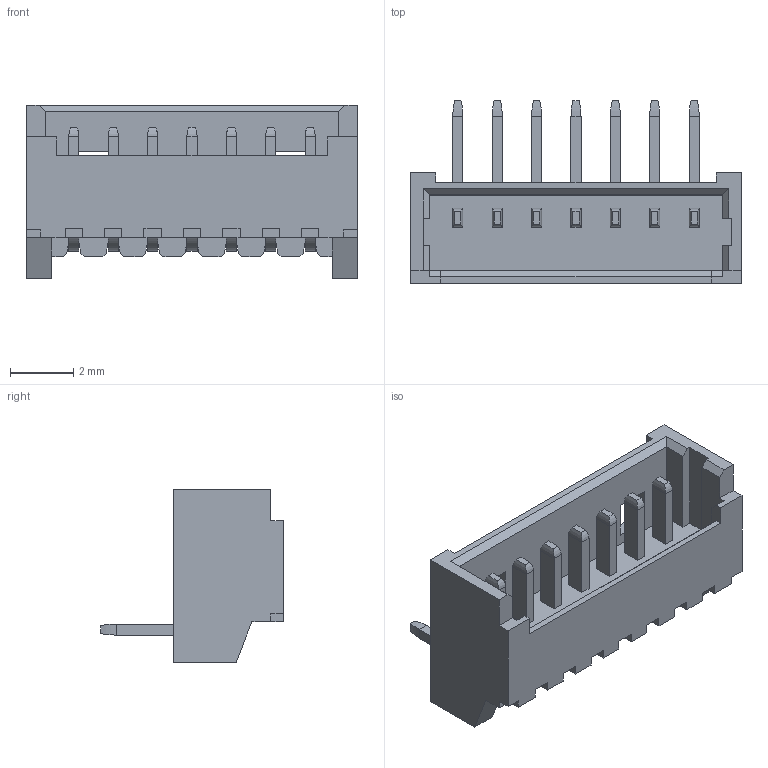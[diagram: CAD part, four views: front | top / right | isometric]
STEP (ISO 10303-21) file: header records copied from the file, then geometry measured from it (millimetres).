
FILE_DESCRIPTION((''),'2;1');
FILE_NAME('530480710','2013-12-04T',('me'),(''),'PRO/ENGINEER BY PARAMETRIC TECHNOLOGY CORPORATION, 2011490','PRO/ENGINEER BY PARAMETRIC TECHNOLOGY CORPORATION, 2011490','');
FILE_SCHEMA(('CONFIG_CONTROL_DESIGN'));
Length unit declared in the file: millimetre
Products named in the file (1): 530480710
Bounding box: 10.5 x 5.8 x 5.5 mm (x, y, z)
Volume: 81.6 mm3; surface area: 311.2 mm2
Topology: 1 solids, 1 shells, 275 faces, 724 edges, 458 vertices
Faces by surface type: plane 212, bspline 56, cylinder 7
Entity records: 9668 total; most frequent: CARTESIAN_POINT 3124, ORIENTED_EDGE 1420, DIRECTION 1150, EDGE_CURVE 710, VECTOR 626, LINE 626, VERTEX_POINT 444, EDGE_LOOP 286
